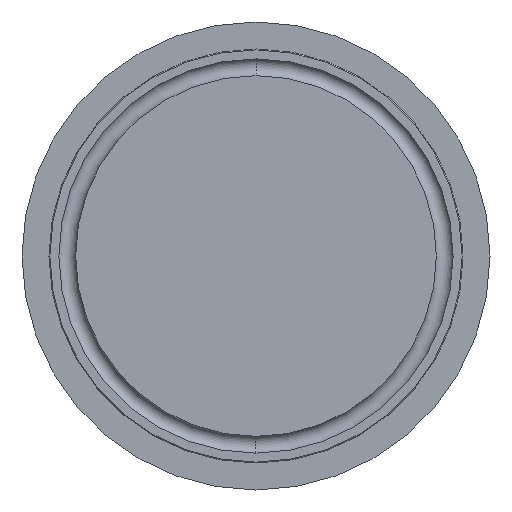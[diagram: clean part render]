
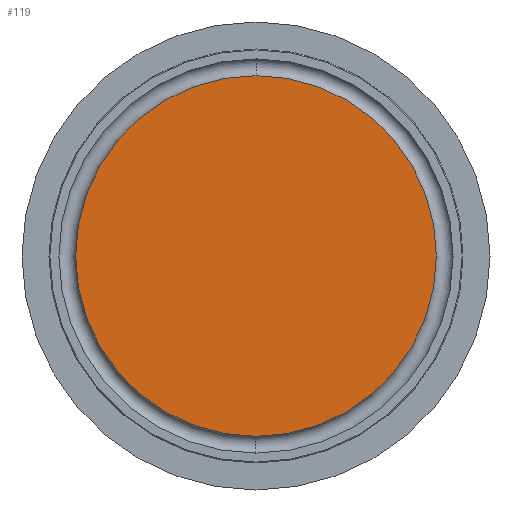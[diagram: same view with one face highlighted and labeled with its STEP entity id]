
A CAD part, left-side view. The second image highlights one B-rep face of the part: STEP entity #119.
In plain terms, the highlighted planar face has unit normal (-1, 0, 0).
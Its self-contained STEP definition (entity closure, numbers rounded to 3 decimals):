
#6 = CIRCLE ( 'NONE', #28, 50.092 ) ;
#11 = DIRECTION ( 'NONE',  ( 0., 0., 1. ) ) ;
#28 = AXIS2_PLACEMENT_3D ( 'NONE', #116, #455, #155 ) ;
#64 = CARTESIAN_POINT ( 'NONE',  ( -12.328, 0., 0. ) ) ;
#94 = DIRECTION ( 'NONE',  ( 0., 0., -1. ) ) ;
#116 = CARTESIAN_POINT ( 'NONE',  ( -12.328, 0., 0. ) ) ;
#119 = ADVANCED_FACE ( 'NONE', ( #222 ), #378, .F. ) ;
#150 = ORIENTED_EDGE ( 'NONE', *, *, #472, .T. ) ;
#155 = DIRECTION ( 'NONE',  ( 0., 0., 1. ) ) ;
#166 = VERTEX_POINT ( 'NONE', #436 ) ;
#222 = FACE_OUTER_BOUND ( 'NONE', #453, .T. ) ;
#239 = AXIS2_PLACEMENT_3D ( 'NONE', #64, #385, #11 ) ;
#255 = EDGE_CURVE ( 'NONE', #166, #334, #6, .T. ) ;
#334 = VERTEX_POINT ( 'NONE', #336 ) ;
#336 = CARTESIAN_POINT ( 'NONE',  ( -12.328, 0., 50.092 ) ) ;
#361 = ORIENTED_EDGE ( 'NONE', *, *, #255, .T. ) ;
#378 = PLANE ( 'NONE',  #466 ) ;
#384 = CARTESIAN_POINT ( 'NONE',  ( -12.328, 50.092, 0. ) ) ;
#385 = DIRECTION ( 'NONE',  ( -1., 0., 0. ) ) ;
#392 = CIRCLE ( 'NONE', #239, 50.092 ) ;
#421 = DIRECTION ( 'NONE',  ( 1., 0., 0. ) ) ;
#436 = CARTESIAN_POINT ( 'NONE',  ( -12.328, 0., -50.092 ) ) ;
#453 = EDGE_LOOP ( 'NONE', ( #150, #361 ) ) ;
#455 = DIRECTION ( 'NONE',  ( -1., 0., 0. ) ) ;
#466 = AXIS2_PLACEMENT_3D ( 'NONE', #384, #421, #94 ) ;
#472 = EDGE_CURVE ( 'NONE', #334, #166, #392, .T. ) ;
